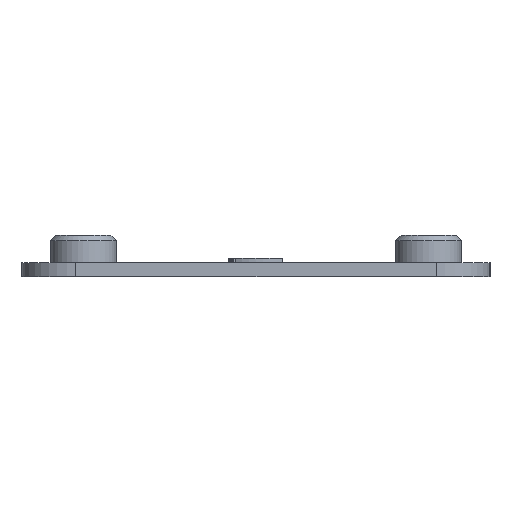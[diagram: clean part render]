
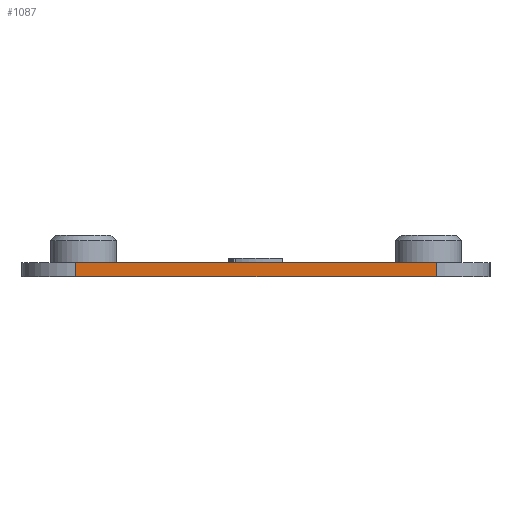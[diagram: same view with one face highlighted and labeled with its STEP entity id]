
A CAD part, left-side view. The second image highlights one B-rep face of the part: STEP entity #1087.
In plain terms, the highlighted planar face has unit normal (-1, 0, 0).
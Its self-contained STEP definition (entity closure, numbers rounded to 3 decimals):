
#972=FACE_OUTER_BOUND('',#1520,.T.);
#1087=ADVANCED_FACE('',(#972),#1230,.T.);
#1230=PLANE('',#3672);
#1520=EDGE_LOOP('',(#2354,#2355,#2356,#2357));
#1713=LINE('',#4653,#1976);
#1777=LINE('',#4819,#2040);
#1778=LINE('',#4821,#2041);
#1779=LINE('',#4823,#2042);
#1976=VECTOR('',#3893,1.);
#2040=VECTOR('',#4017,1.);
#2041=VECTOR('',#4020,1.);
#2042=VECTOR('',#4021,1.);
#2354=ORIENTED_EDGE('',*,*,#3246,.F.);
#2355=ORIENTED_EDGE('',*,*,#3245,.F.);
#2356=ORIENTED_EDGE('',*,*,#3164,.T.);
#2357=ORIENTED_EDGE('',*,*,#3247,.T.);
#2928=VERTEX_POINT('',#4652);
#2929=VERTEX_POINT('',#4654);
#3000=VERTEX_POINT('',#4818);
#3001=VERTEX_POINT('',#4822);
#3164=EDGE_CURVE('',#2929,#2928,#1713,.T.);
#3245=EDGE_CURVE('',#2929,#3000,#1777,.T.);
#3246=EDGE_CURVE('',#3000,#3001,#1778,.T.);
#3247=EDGE_CURVE('',#2928,#3001,#1779,.T.);
#3672=AXIS2_PLACEMENT_3D('',#4824,#4022,#4023);
#3893=DIRECTION('',(0.,1.,0.));
#4017=DIRECTION('',(0.,0.,-1.));
#4020=DIRECTION('',(0.,1.,0.));
#4021=DIRECTION('',(0.,0.,-1.));
#4022=DIRECTION('',(-1.,0.,0.));
#4023=DIRECTION('',(0.,0.,1.));
#4652=CARTESIAN_POINT('',(-70.,16.7,1.3));
#4653=CARTESIAN_POINT('',(-70.,-16.7,1.3));
#4654=CARTESIAN_POINT('',(-70.,-16.7,1.3));
#4818=CARTESIAN_POINT('',(-70.,-16.7,0.));
#4819=CARTESIAN_POINT('',(-70.,-16.7,1.3));
#4821=CARTESIAN_POINT('',(-70.,-16.7,0.));
#4822=CARTESIAN_POINT('',(-70.,16.7,0.));
#4823=CARTESIAN_POINT('',(-70.,16.7,1.3));
#4824=CARTESIAN_POINT('',(-70.,-16.7,1.3));
